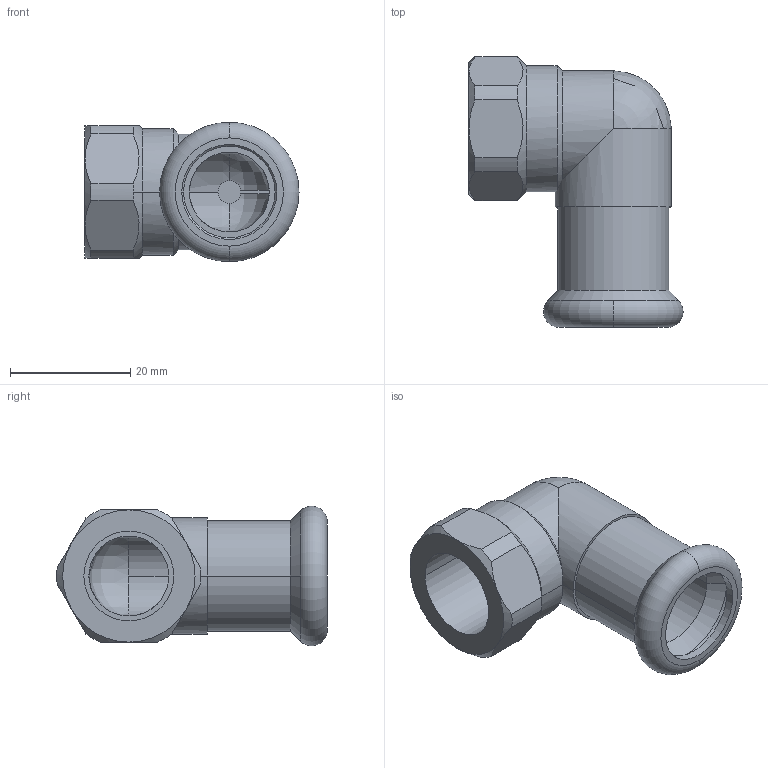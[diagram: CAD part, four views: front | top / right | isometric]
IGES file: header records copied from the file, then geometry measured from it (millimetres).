
Global section: file name: No Iges File Name specified; native system: Autodesk Inventor 2011; preprocessor: AutoDesk Inventor Iges Exporter R2011; author: bruh; date: 20110606.152210; units: millimetre
Bounding box: 35.59 x 45 x 23.19 mm (x, y, z)
Volume: 8577.1 mm3; surface area: 6835.6 mm2
Topology: 1 solids, 1 shells, 58 faces, 149 edges, 93 vertices
Faces by surface type: cylinder 14, plane 14, revolution 11, cone 11, bspline 5, torus 2, sphere 1
